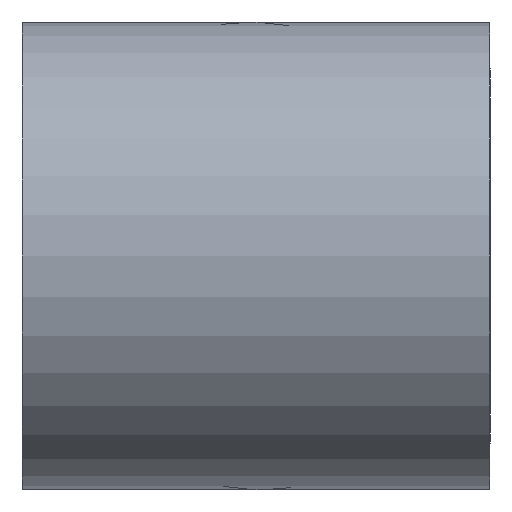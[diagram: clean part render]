
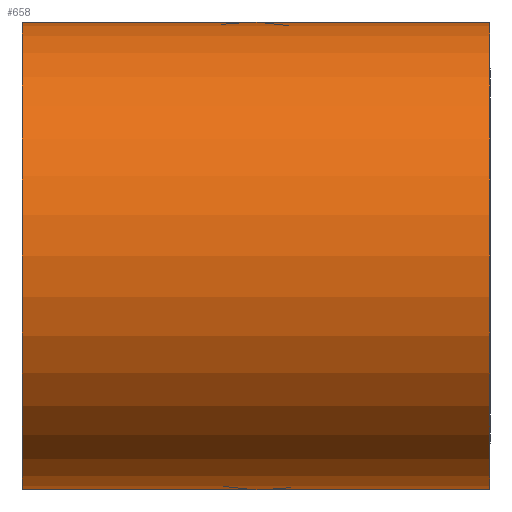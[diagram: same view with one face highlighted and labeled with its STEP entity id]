
A CAD part, left-side view. The second image highlights one B-rep face of the part: STEP entity #658.
In plain terms, the highlighted cylindrical face has radius 3.175 mm (diameter 6.35 mm), a partial arc.
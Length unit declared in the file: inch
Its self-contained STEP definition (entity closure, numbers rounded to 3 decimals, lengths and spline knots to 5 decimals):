
#2 = CARTESIAN_POINT ( 'NONE',  ( -4.77135, 0., 0.125 ) ) ;
#6 = CARTESIAN_POINT ( 'NONE',  ( -4.77135, 0.125, 0.125 ) ) ;
#11 = EDGE_LOOP ( 'NONE', ( #58, #51, #256, #470, #140, #511 ) ) ;
#40 = DIRECTION ( 'NONE',  ( 0., 1., 0. ) ) ;
#51 = ORIENTED_EDGE ( 'NONE', *, *, #208, .F. ) ;
#58 = ORIENTED_EDGE ( 'NONE', *, *, #303, .F. ) ;
#59 = DIRECTION ( 'NONE',  ( 0., -1., 0. ) ) ;
#62 = FACE_OUTER_BOUND ( 'NONE', #11, .T. ) ;
#77 = VERTEX_POINT ( 'NONE', #141 ) ;
#106 = DIRECTION ( 'NONE',  ( 0., 0., 1. ) ) ;
#114 = CARTESIAN_POINT ( 'NONE',  ( -4.77135, 0.125, 0.125 ) ) ;
#120 = LINE ( 'NONE', #390, #428 ) ;
#127 = CARTESIAN_POINT ( 'NONE',  ( -4.77135, 0.125, 0. ) ) ;
#140 = ORIENTED_EDGE ( 'NONE', *, *, #526, .T. ) ;
#141 = CARTESIAN_POINT ( 'NONE',  ( -4.77135, 0.125, -0.125 ) ) ;
#178 = VECTOR ( 'NONE', #514, 39.37008 ) ;
#180 = CARTESIAN_POINT ( 'NONE',  ( -4.77135, 0., -0.125 ) ) ;
#208 = EDGE_CURVE ( 'NONE', #77, #270, #554, .T. ) ;
#239 = CYLINDRICAL_SURFACE ( 'NONE', #495, 0.125 ) ;
#256 = ORIENTED_EDGE ( 'NONE', *, *, #664, .T. ) ;
#261 = VECTOR ( 'NONE', #780, 39.37008 ) ;
#270 = VERTEX_POINT ( 'NONE', #114 ) ;
#272 = AXIS2_PLACEMENT_3D ( 'NONE', #575, #40, #277 ) ;
#275 = CIRCLE ( 'NONE', #272, 0.125 ) ;
#276 = CARTESIAN_POINT ( 'NONE',  ( -4.77135, 0.125, 0. ) ) ;
#277 = DIRECTION ( 'NONE',  ( 0., 0., 1. ) ) ;
#278 = VERTEX_POINT ( 'NONE', #180 ) ;
#297 = LINE ( 'NONE', #352, #261 ) ;
#303 = EDGE_CURVE ( 'NONE', #270, #764, #120, .T. ) ;
#338 = VERTEX_POINT ( 'NONE', #351 ) ;
#351 = CARTESIAN_POINT ( 'NONE',  ( -4.77135, -0.125, -0.125 ) ) ;
#352 = CARTESIAN_POINT ( 'NONE',  ( -4.77135, 0.125, -0.125 ) ) ;
#379 = CARTESIAN_POINT ( 'NONE',  ( -4.77135, 0.125, -0.125 ) ) ;
#390 = CARTESIAN_POINT ( 'NONE',  ( -4.77135, 0.125, 0.125 ) ) ;
#415 = LINE ( 'NONE', #6, #734 ) ;
#428 = VECTOR ( 'NONE', #639, 39.37008 ) ;
#470 = ORIENTED_EDGE ( 'NONE', *, *, #499, .T. ) ;
#495 = AXIS2_PLACEMENT_3D ( 'NONE', #127, #59, #545 ) ;
#499 = EDGE_CURVE ( 'NONE', #278, #338, #684, .T. ) ;
#511 = ORIENTED_EDGE ( 'NONE', *, *, #759, .F. ) ;
#514 = DIRECTION ( 'NONE',  ( 0., -1., 0. ) ) ;
#526 = EDGE_CURVE ( 'NONE', #338, #618, #275, .T. ) ;
#545 = DIRECTION ( 'NONE',  ( 0., 0., -1. ) ) ;
#554 = CIRCLE ( 'NONE', #665, 0.125 ) ;
#575 = CARTESIAN_POINT ( 'NONE',  ( -4.77135, -0.125, 0. ) ) ;
#595 = CARTESIAN_POINT ( 'NONE',  ( -4.77135, -0.125, 0.125 ) ) ;
#607 = DIRECTION ( 'NONE',  ( 0., -1., 0. ) ) ;
#618 = VERTEX_POINT ( 'NONE', #595 ) ;
#639 = DIRECTION ( 'NONE',  ( 0., -1., 0. ) ) ;
#658 = ADVANCED_FACE ( 'NONE', ( #62 ), #239, .T. ) ;
#664 = EDGE_CURVE ( 'NONE', #77, #278, #297, .T. ) ;
#665 = AXIS2_PLACEMENT_3D ( 'NONE', #276, #758, #106 ) ;
#684 = LINE ( 'NONE', #379, #178 ) ;
#734 = VECTOR ( 'NONE', #607, 39.37008 ) ;
#758 = DIRECTION ( 'NONE',  ( 0., 1., 0. ) ) ;
#759 = EDGE_CURVE ( 'NONE', #764, #618, #415, .T. ) ;
#764 = VERTEX_POINT ( 'NONE', #2 ) ;
#780 = DIRECTION ( 'NONE',  ( 0., -1., 0. ) ) ;
